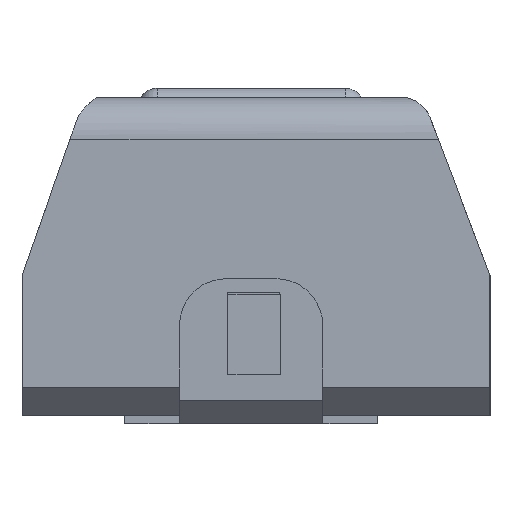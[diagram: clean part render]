
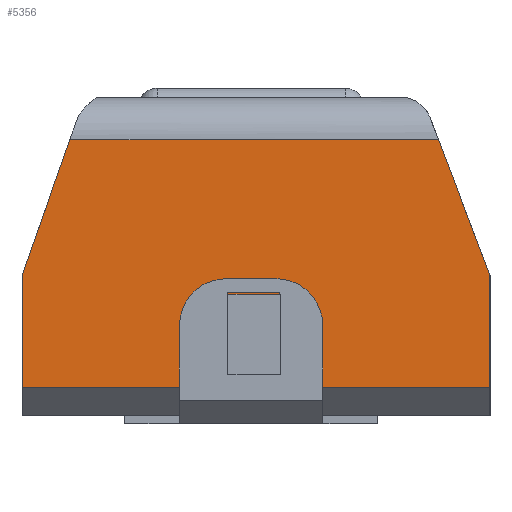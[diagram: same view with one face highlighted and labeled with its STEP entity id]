
A CAD part, left-side view. The second image highlights one B-rep face of the part: STEP entity #5356.
In plain terms, the highlighted face is planar.
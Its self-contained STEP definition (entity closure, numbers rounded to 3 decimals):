
#147=FACE_BOUND('',#602,.T.);
#302=FACE_OUTER_BOUND('',#601,.T.);
#601=EDGE_LOOP('',(#3776,#3777,#3778,#3779,#3780,#3781));
#602=EDGE_LOOP('',(#3782,#3783,#3784,#3785));
#948=LINE('',#7781,#1622);
#969=LINE('',#7821,#1643);
#976=LINE('',#7838,#1650);
#978=LINE('',#7842,#1652);
#980=LINE('',#7872,#1654);
#982=LINE('',#7877,#1656);
#986=LINE('',#7886,#1660);
#987=LINE('',#7888,#1661);
#990=LINE('',#7892,#1664);
#992=LINE('',#7897,#1666);
#1622=VECTOR('',#6227,10.);
#1643=VECTOR('',#6258,10.);
#1650=VECTOR('',#6281,10.);
#1652=VECTOR('',#6285,10.);
#1654=VECTOR('',#6291,10.);
#1656=VECTOR('',#6299,10.);
#1660=VECTOR('',#6305,10.);
#1661=VECTOR('',#6308,10.);
#1664=VECTOR('',#6313,10.);
#1666=VECTOR('',#6321,10.);
#2272=VERTEX_POINT('',#7777);
#2274=VERTEX_POINT('',#7780);
#2287=VERTEX_POINT('',#7818);
#2288=VERTEX_POINT('',#7820);
#2290=VERTEX_POINT('',#7837);
#2291=VERTEX_POINT('',#7841);
#2294=VERTEX_POINT('',#7869);
#2295=VERTEX_POINT('',#7871);
#2296=VERTEX_POINT('',#7879);
#2299=VERTEX_POINT('',#7884);
#2805=EDGE_CURVE('',#2274,#2272,#948,.T.);
#2826=EDGE_CURVE('',#2288,#2287,#969,.T.);
#2834=EDGE_CURVE('',#2288,#2290,#976,.T.);
#2836=EDGE_CURVE('',#2290,#2291,#978,.T.);
#2841=EDGE_CURVE('',#2294,#2295,#980,.T.);
#2844=EDGE_CURVE('',#2287,#2295,#982,.T.);
#2848=EDGE_CURVE('',#2296,#2299,#986,.T.);
#2849=EDGE_CURVE('',#2299,#2274,#987,.T.);
#2852=EDGE_CURVE('',#2272,#2296,#990,.T.);
#2854=EDGE_CURVE('',#2291,#2294,#992,.T.);
#3776=ORIENTED_EDGE('',*,*,#2834,.F.);
#3777=ORIENTED_EDGE('',*,*,#2826,.T.);
#3778=ORIENTED_EDGE('',*,*,#2844,.T.);
#3779=ORIENTED_EDGE('',*,*,#2841,.F.);
#3780=ORIENTED_EDGE('',*,*,#2854,.F.);
#3781=ORIENTED_EDGE('',*,*,#2836,.F.);
#3782=ORIENTED_EDGE('',*,*,#2848,.T.);
#3783=ORIENTED_EDGE('',*,*,#2849,.T.);
#3784=ORIENTED_EDGE('',*,*,#2805,.T.);
#3785=ORIENTED_EDGE('',*,*,#2852,.T.);
#5129=PLANE('',#5713);
#5356=ADVANCED_FACE('',(#302,#147),#5129,.F.);
#5713=AXIS2_PLACEMENT_3D('',#7898,#6322,#6323);
#6227=DIRECTION('',(0.,0.,-1.));
#6258=DIRECTION('',(0.,0.,1.));
#6281=DIRECTION('',(-1.,0.,0.));
#6285=DIRECTION('',(0.,0.,1.));
#6291=DIRECTION('',(1.,0.,0.));
#6299=DIRECTION('',(-0.355,0.,0.935));
#6305=DIRECTION('',(0.,0.,1.));
#6308=DIRECTION('',(1.,0.,0.));
#6313=DIRECTION('',(-1.,0.,0.));
#6321=DIRECTION('',(0.333,0.,0.943));
#6322=DIRECTION('center_axis',(0.,1.,0.));
#6323=DIRECTION('ref_axis',(1.,0.,0.));
#7777=CARTESIAN_POINT('',(0.261,0.,0.642));
#7780=CARTESIAN_POINT('',(0.261,0.,1.5));
#7781=CARTESIAN_POINT('',(0.261,0.,1.271));
#7818=CARTESIAN_POINT('',(2.5,0.,1.7));
#7820=CARTESIAN_POINT('',(2.5,0.,0.5));
#7821=CARTESIAN_POINT('',(2.5,0.,0.2));
#7837=CARTESIAN_POINT('',(-2.5,0.,0.5));
#7838=CARTESIAN_POINT('',(1.25,0.,0.5));
#7841=CARTESIAN_POINT('',(-2.5,0.,1.7));
#7842=CARTESIAN_POINT('',(-2.5,0.,0.2));
#7869=CARTESIAN_POINT('',(-1.988,0.,3.15));
#7871=CARTESIAN_POINT('',(1.95,0.,3.15));
#7872=CARTESIAN_POINT('',(-0.85,0.,3.15));
#7877=CARTESIAN_POINT('',(2.5,0.,1.7));
#7879=CARTESIAN_POINT('',(-0.3,0.,0.642));
#7884=CARTESIAN_POINT('',(-0.3,0.,1.5));
#7886=CARTESIAN_POINT('',(-0.3,0.,1.7));
#7888=CARTESIAN_POINT('',(0.13,0.,1.5));
#7892=CARTESIAN_POINT('',(-0.15,0.,0.642));
#7897=CARTESIAN_POINT('',(-2.5,0.,1.7));
#7898=CARTESIAN_POINT('Origin',(0.,0.,1.9));
